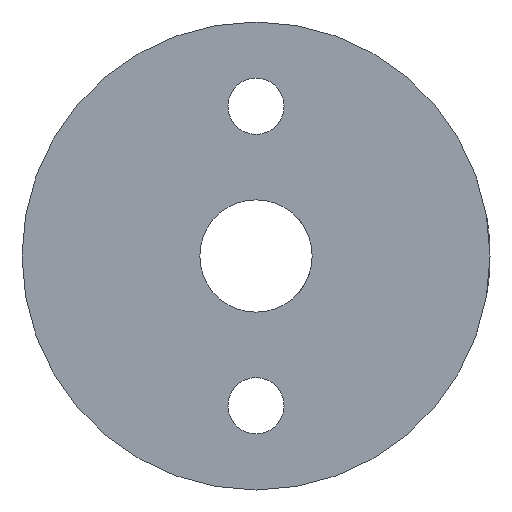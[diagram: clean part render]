
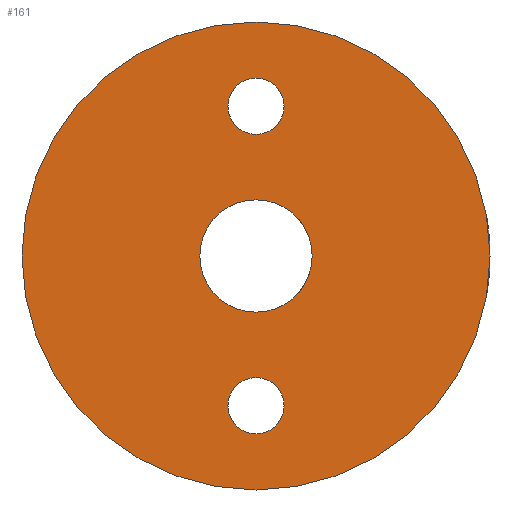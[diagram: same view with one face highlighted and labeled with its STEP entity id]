
A CAD part, front view. The second image highlights one B-rep face of the part: STEP entity #161.
In plain terms, the highlighted planar face has unit normal (0, -1, 0).
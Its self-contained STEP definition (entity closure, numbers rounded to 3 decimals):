
#16=PLANE('',#198);
#21=FACE_BOUND('',#52,.T.);
#22=FACE_BOUND('',#53,.T.);
#23=FACE_BOUND('',#54,.T.);
#25=CIRCLE('',#185,1.5);
#27=CIRCLE('',#188,3.);
#29=CIRCLE('',#191,1.5);
#32=CIRCLE('',#195,12.5);
#33=CIRCLE('',#196,12.5);
#40=FACE_OUTER_BOUND('',#51,.T.);
#51=EDGE_LOOP('',(#145,#146));
#52=EDGE_LOOP('',(#147));
#53=EDGE_LOOP('',(#148));
#54=EDGE_LOOP('',(#149));
#78=VERTEX_POINT('',#326);
#80=VERTEX_POINT('',#332);
#82=VERTEX_POINT('',#338);
#85=VERTEX_POINT('',#347);
#86=VERTEX_POINT('',#349);
#95=EDGE_CURVE('',#78,#78,#25,.T.);
#98=EDGE_CURVE('',#80,#80,#27,.T.);
#101=EDGE_CURVE('',#82,#82,#29,.T.);
#106=EDGE_CURVE('',#85,#86,#32,.T.);
#107=EDGE_CURVE('',#86,#85,#33,.T.);
#145=ORIENTED_EDGE('',*,*,#107,.F.);
#146=ORIENTED_EDGE('',*,*,#106,.F.);
#147=ORIENTED_EDGE('',*,*,#101,.F.);
#148=ORIENTED_EDGE('',*,*,#98,.F.);
#149=ORIENTED_EDGE('',*,*,#95,.F.);
#161=ADVANCED_FACE('',(#40,#21,#22,#23),#16,.F.);
#185=AXIS2_PLACEMENT_3D('',#328,#209,#210);
#188=AXIS2_PLACEMENT_3D('',#334,#216,#217);
#191=AXIS2_PLACEMENT_3D('',#340,#223,#224);
#195=AXIS2_PLACEMENT_3D('',#350,#233,#234);
#196=AXIS2_PLACEMENT_3D('',#351,#235,#236);
#198=AXIS2_PLACEMENT_3D('',#353,#239,#240);
#209=DIRECTION('center_axis',(0.,-1.,0.));
#210=DIRECTION('ref_axis',(1.,0.,0.));
#216=DIRECTION('center_axis',(0.,-1.,0.));
#217=DIRECTION('ref_axis',(1.,0.,0.));
#223=DIRECTION('center_axis',(0.,-1.,0.));
#224=DIRECTION('ref_axis',(1.,0.,0.));
#233=DIRECTION('center_axis',(0.,1.,0.));
#234=DIRECTION('ref_axis',(-1.,0.,0.));
#235=DIRECTION('center_axis',(0.,1.,0.));
#236=DIRECTION('ref_axis',(-1.,0.,0.));
#239=DIRECTION('center_axis',(0.,1.,0.));
#240=DIRECTION('ref_axis',(0.,0.,1.));
#326=CARTESIAN_POINT('',(-1.5,0.,-8.));
#328=CARTESIAN_POINT('Origin',(0.,0.,-8.));
#332=CARTESIAN_POINT('',(-3.,0.,0.));
#334=CARTESIAN_POINT('Origin',(0.,0.,0.));
#338=CARTESIAN_POINT('',(-1.5,0.,8.));
#340=CARTESIAN_POINT('Origin',(0.,0.,8.));
#347=CARTESIAN_POINT('',(12.5,0.,0.));
#349=CARTESIAN_POINT('',(-12.5,0.,0.));
#350=CARTESIAN_POINT('Origin',(0.,0.,0.));
#351=CARTESIAN_POINT('Origin',(0.,0.,0.));
#353=CARTESIAN_POINT('Origin',(0.,0.,0.));
